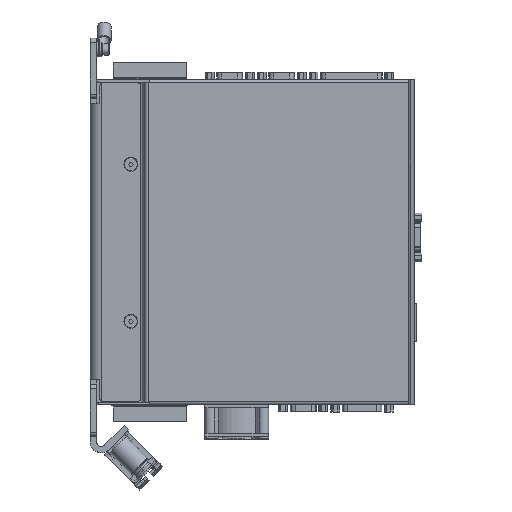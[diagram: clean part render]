
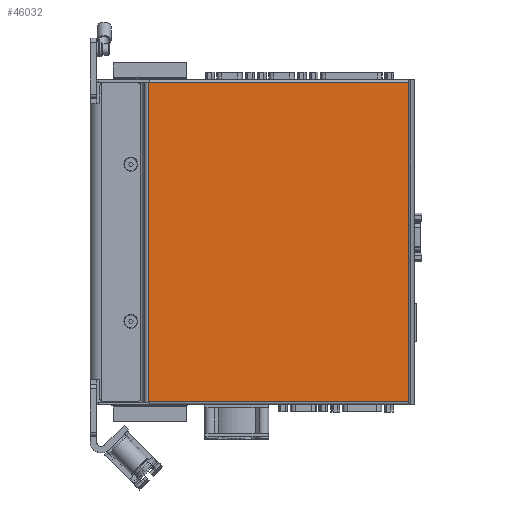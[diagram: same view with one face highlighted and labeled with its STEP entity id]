
A CAD part, top view. The second image highlights one B-rep face of the part: STEP entity #46032.
In plain terms, the highlighted face is planar.
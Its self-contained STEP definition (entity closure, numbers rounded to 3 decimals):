
#2088=ORIENTED_EDGE('',*,*,#11755,.F.);
#2089=ORIENTED_EDGE('',*,*,#11756,.F.);
#2090=ORIENTED_EDGE('',*,*,#11751,.T.);
#2091=ORIENTED_EDGE('',*,*,#11757,.T.);
#11751=EDGE_CURVE('',#16583,#16584,#19806,.T.);
#11755=EDGE_CURVE('',#16585,#16586,#19808,.T.);
#11756=EDGE_CURVE('',#16583,#16585,#19809,.T.);
#11757=EDGE_CURVE('',#16584,#16586,#19810,.T.);
#16583=VERTEX_POINT('',#61900);
#16584=VERTEX_POINT('',#61901);
#16585=VERTEX_POINT('',#61907);
#16586=VERTEX_POINT('',#61908);
#19806=LINE('',#61899,#23571);
#19808=LINE('',#61906,#23573);
#19809=LINE('',#61909,#23574);
#19810=LINE('',#61910,#23575);
#23571=VECTOR('',#51655,1000.);
#23573=VECTOR('',#51663,1000.);
#23574=VECTOR('',#51664,1000.);
#23575=VECTOR('',#51665,1000.);
#26995=EDGE_LOOP('',(#2088,#2089,#2090,#2091));
#29474=FACE_BOUND('',#26995,.T.);
#31907=PLANE('',#48113);
#46032=ADVANCED_FACE('',(#29474),#31907,.F.);
#48113=AXIS2_PLACEMENT_3D('',#61905,#51661,#51662);
#51655=DIRECTION('',(0.,0.,-1.));
#51661=DIRECTION('',(1.,0.,0.));
#51662=DIRECTION('',(0.,0.,-1.));
#51663=DIRECTION('',(0.,0.,-1.));
#51664=DIRECTION('',(0.,-1.,0.));
#51665=DIRECTION('',(0.,-1.,0.));
#61899=CARTESIAN_POINT('',(-33.51,198.5,104.145));
#61900=CARTESIAN_POINT('',(-33.51,198.5,102.545));
#61901=CARTESIAN_POINT('',(-33.51,198.5,-96.555));
#61905=CARTESIAN_POINT('',(-33.51,198.5,104.145));
#61906=CARTESIAN_POINT('',(-33.51,36.22,102.645));
#61907=CARTESIAN_POINT('',(-33.51,36.22,102.545));
#61908=CARTESIAN_POINT('',(-33.51,36.22,-96.555));
#61909=CARTESIAN_POINT('',(-33.51,198.5,102.545));
#61910=CARTESIAN_POINT('',(-33.51,198.5,-96.555));
